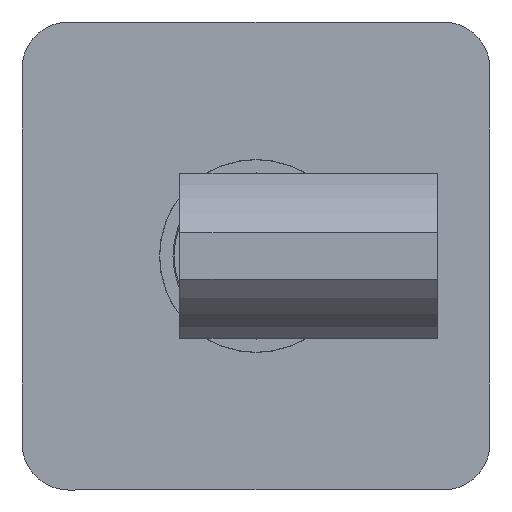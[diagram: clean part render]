
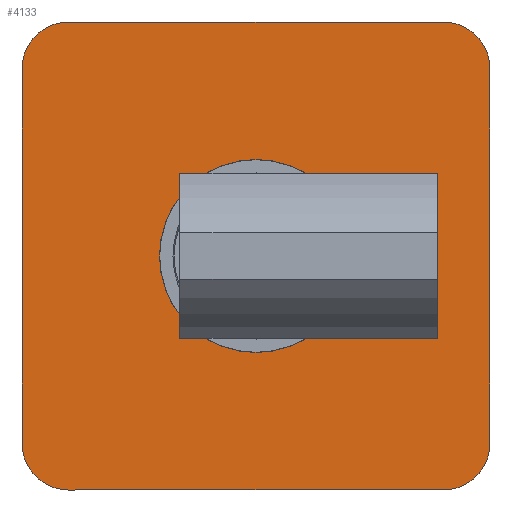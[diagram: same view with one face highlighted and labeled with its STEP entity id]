
A CAD part, front view. The second image highlights one B-rep face of the part: STEP entity #4133.
In plain terms, the highlighted planar face has unit normal (0, -1, 0).
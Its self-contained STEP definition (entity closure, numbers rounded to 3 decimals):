
#18 = CIRCLE ( 'NONE', #3614, 4. ) ;
#54 = EDGE_CURVE ( 'NONE', #2514, #1474, #992, .T. ) ;
#70 = CARTESIAN_POINT ( 'NONE',  ( -16., -3.3, 20. ) ) ;
#95 = CARTESIAN_POINT ( 'NONE',  ( 20., -3.3, -16. ) ) ;
#110 = CARTESIAN_POINT ( 'NONE',  ( 0., -3.3, 8.25 ) ) ;
#136 = DIRECTION ( 'NONE',  ( 0., 1., 0. ) ) ;
#154 = DIRECTION ( 'NONE',  ( 0., 0., -1. ) ) ;
#190 = ORIENTED_EDGE ( 'NONE', *, *, #677, .F. ) ;
#191 = CARTESIAN_POINT ( 'NONE',  ( -16., -3.3, -20. ) ) ;
#215 = DIRECTION ( 'NONE',  ( 0., 0., 1. ) ) ;
#262 = CARTESIAN_POINT ( 'NONE',  ( 16., -3.3, -16. ) ) ;
#289 = CARTESIAN_POINT ( 'NONE',  ( -20., -3.3, 2.965 ) ) ;
#302 = CARTESIAN_POINT ( 'NONE',  ( 16., -3.3, -20. ) ) ;
#348 = AXIS2_PLACEMENT_3D ( 'NONE', #262, #2566, #2897 ) ;
#396 = VERTEX_POINT ( 'NONE', #1228 ) ;
#425 = CIRCLE ( 'NONE', #4245, 8.25 ) ;
#442 = ORIENTED_EDGE ( 'NONE', *, *, #3899, .F. ) ;
#456 = DIRECTION ( 'NONE',  ( 0., 1., 0. ) ) ;
#469 = CARTESIAN_POINT ( 'NONE',  ( 16., -3.3, 16. ) ) ;
#609 = DIRECTION ( 'NONE',  ( 0., 0., -1. ) ) ;
#612 = DIRECTION ( 'NONE',  ( 0., 0., 1. ) ) ;
#677 = EDGE_CURVE ( 'NONE', #3334, #2514, #2215, .T. ) ;
#728 = CARTESIAN_POINT ( 'NONE',  ( 20., -3.3, 2.965 ) ) ;
#732 = DIRECTION ( 'NONE',  ( 0., 0., -1. ) ) ;
#762 = ORIENTED_EDGE ( 'NONE', *, *, #1259, .F. ) ;
#855 = CARTESIAN_POINT ( 'NONE',  ( 0., -3.3, 0. ) ) ;
#866 = AXIS2_PLACEMENT_3D ( 'NONE', #2217, #2541, #612 ) ;
#914 = ORIENTED_EDGE ( 'NONE', *, *, #4149, .F. ) ;
#929 = EDGE_CURVE ( 'NONE', #1768, #3334, #18, .T. ) ;
#954 = DIRECTION ( 'NONE',  ( 0., 0., -1. ) ) ;
#992 = CIRCLE ( 'NONE', #3208, 4. ) ;
#1008 = EDGE_CURVE ( 'NONE', #3069, #396, #1902, .T. ) ;
#1055 = CARTESIAN_POINT ( 'NONE',  ( 20., -3.3, 16. ) ) ;
#1073 = EDGE_CURVE ( 'NONE', #1474, #3763, #1552, .T. ) ;
#1119 = CARTESIAN_POINT ( 'NONE',  ( -16., -3.3, -16. ) ) ;
#1185 = FACE_OUTER_BOUND ( 'NONE', #1223, .T. ) ;
#1223 = EDGE_LOOP ( 'NONE', ( #3741, #3344, #2172, #190, #2717, #762, #442, #3275, #2571, #3976, #914, #1311 ) ) ;
#1228 = CARTESIAN_POINT ( 'NONE',  ( -16., -3.3, -20. ) ) ;
#1246 = VECTOR ( 'NONE', #1644, 1000. ) ;
#1259 = EDGE_CURVE ( 'NONE', #3952, #1768, #2725, .T. ) ;
#1299 = DIRECTION ( 'NONE',  ( 0., 0., 1. ) ) ;
#1311 = ORIENTED_EDGE ( 'NONE', *, *, #3158, .F. ) ;
#1345 = CARTESIAN_POINT ( 'NONE',  ( -20., -3.3, 16. ) ) ;
#1351 = DIRECTION ( 'NONE',  ( 0., -1., 0. ) ) ;
#1393 = VECTOR ( 'NONE', #3110, 1000. ) ;
#1436 = VERTEX_POINT ( 'NONE', #1792 ) ;
#1474 = VERTEX_POINT ( 'NONE', #3138 ) ;
#1552 = LINE ( 'NONE', #2598, #3251 ) ;
#1556 = EDGE_CURVE ( 'NONE', #1436, #2322, #2258, .T. ) ;
#1599 = VECTOR ( 'NONE', #2228, 1000. ) ;
#1644 = DIRECTION ( 'NONE',  ( 0., 0., 1. ) ) ;
#1693 = VECTOR ( 'NONE', #3147, 1000. ) ;
#1768 = VERTEX_POINT ( 'NONE', #1345 ) ;
#1792 = CARTESIAN_POINT ( 'NONE',  ( -20., -3.3, -16. ) ) ;
#1902 = LINE ( 'NONE', #191, #1599 ) ;
#1945 = CARTESIAN_POINT ( 'NONE',  ( 0., -3.3, 0. ) ) ;
#2008 = VERTEX_POINT ( 'NONE', #2129 ) ;
#2013 = EDGE_CURVE ( 'NONE', #396, #1436, #3613, .T. ) ;
#2112 = LINE ( 'NONE', #3901, #2312 ) ;
#2115 = DIRECTION ( 'NONE',  ( 0., 0., -1. ) ) ;
#2129 = CARTESIAN_POINT ( 'NONE',  ( 0., -3.3, -8.25 ) ) ;
#2136 = AXIS2_PLACEMENT_3D ( 'NONE', #1119, #3449, #3432 ) ;
#2143 = CARTESIAN_POINT ( 'NONE',  ( -16., -3.3, 16. ) ) ;
#2172 = ORIENTED_EDGE ( 'NONE', *, *, #54, .F. ) ;
#2215 = LINE ( 'NONE', #70, #1693 ) ;
#2217 = CARTESIAN_POINT ( 'NONE',  ( -16., -3.3, 16. ) ) ;
#2228 = DIRECTION ( 'NONE',  ( -1., 0., 0. ) ) ;
#2247 = CIRCLE ( 'NONE', #348, 4. ) ;
#2258 = LINE ( 'NONE', #4147, #1393 ) ;
#2276 = EDGE_CURVE ( 'NONE', #2008, #2799, #425, .T. ) ;
#2312 = VECTOR ( 'NONE', #954, 1000. ) ;
#2322 = VERTEX_POINT ( 'NONE', #3805 ) ;
#2433 = VECTOR ( 'NONE', #732, 1000. ) ;
#2514 = VERTEX_POINT ( 'NONE', #3897 ) ;
#2541 = DIRECTION ( 'NONE',  ( 0., 1., 0. ) ) ;
#2552 = EDGE_CURVE ( 'NONE', #2799, #2008, #3194, .T. ) ;
#2566 = DIRECTION ( 'NONE',  ( 0., 1., 0. ) ) ;
#2571 = ORIENTED_EDGE ( 'NONE', *, *, #2013, .F. ) ;
#2598 = CARTESIAN_POINT ( 'NONE',  ( 20., -3.3, 16. ) ) ;
#2687 = AXIS2_PLACEMENT_3D ( 'NONE', #1945, #1351, #1299 ) ;
#2698 = ORIENTED_EDGE ( 'NONE', *, *, #2552, .F. ) ;
#2717 = ORIENTED_EDGE ( 'NONE', *, *, #929, .F. ) ;
#2725 = LINE ( 'NONE', #4251, #1246 ) ;
#2759 = CARTESIAN_POINT ( 'NONE',  ( -16., -3.3, 20. ) ) ;
#2764 = VERTEX_POINT ( 'NONE', #95 ) ;
#2799 = VERTEX_POINT ( 'NONE', #110 ) ;
#2802 = DIRECTION ( 'NONE',  ( 0., -1., 0. ) ) ;
#2825 = EDGE_CURVE ( 'NONE', #3763, #3694, #3726, .T. ) ;
#2897 = DIRECTION ( 'NONE',  ( 0., 0., -1. ) ) ;
#3069 = VERTEX_POINT ( 'NONE', #302 ) ;
#3110 = DIRECTION ( 'NONE',  ( 0., 0., 1. ) ) ;
#3130 = FACE_BOUND ( 'NONE', #4139, .T. ) ;
#3138 = CARTESIAN_POINT ( 'NONE',  ( 20., -3.3, 16. ) ) ;
#3147 = DIRECTION ( 'NONE',  ( 1., 0., 0. ) ) ;
#3158 = EDGE_CURVE ( 'NONE', #3694, #2764, #2112, .T. ) ;
#3194 = CIRCLE ( 'NONE', #2687, 8.25 ) ;
#3208 = AXIS2_PLACEMENT_3D ( 'NONE', #469, #456, #154 ) ;
#3251 = VECTOR ( 'NONE', #609, 1000. ) ;
#3275 = ORIENTED_EDGE ( 'NONE', *, *, #1556, .F. ) ;
#3334 = VERTEX_POINT ( 'NONE', #2759 ) ;
#3344 = ORIENTED_EDGE ( 'NONE', *, *, #1073, .F. ) ;
#3404 = VECTOR ( 'NONE', #3768, 1000. ) ;
#3432 = DIRECTION ( 'NONE',  ( 0., 0., -1. ) ) ;
#3449 = DIRECTION ( 'NONE',  ( 0., 1., 0. ) ) ;
#3451 = CARTESIAN_POINT ( 'NONE',  ( -20., -3.3, 16. ) ) ;
#3531 = PLANE ( 'NONE',  #866 ) ;
#3601 = LINE ( 'NONE', #3451, #3404 ) ;
#3613 = CIRCLE ( 'NONE', #2136, 4. ) ;
#3614 = AXIS2_PLACEMENT_3D ( 'NONE', #2143, #136, #2115 ) ;
#3639 = CARTESIAN_POINT ( 'NONE',  ( 20., -3.3, -2.965 ) ) ;
#3694 = VERTEX_POINT ( 'NONE', #3639 ) ;
#3726 = LINE ( 'NONE', #1055, #2433 ) ;
#3741 = ORIENTED_EDGE ( 'NONE', *, *, #2825, .F. ) ;
#3752 = ORIENTED_EDGE ( 'NONE', *, *, #2276, .F. ) ;
#3763 = VERTEX_POINT ( 'NONE', #728 ) ;
#3768 = DIRECTION ( 'NONE',  ( 0., 0., 1. ) ) ;
#3805 = CARTESIAN_POINT ( 'NONE',  ( -20., -3.3, -2.965 ) ) ;
#3897 = CARTESIAN_POINT ( 'NONE',  ( 16., -3.3, 20. ) ) ;
#3899 = EDGE_CURVE ( 'NONE', #2322, #3952, #3601, .T. ) ;
#3901 = CARTESIAN_POINT ( 'NONE',  ( 20., -3.3, 16. ) ) ;
#3952 = VERTEX_POINT ( 'NONE', #289 ) ;
#3976 = ORIENTED_EDGE ( 'NONE', *, *, #1008, .F. ) ;
#4133 = ADVANCED_FACE ( 'NONE', ( #3130, #1185 ), #3531, .F. ) ;
#4139 = EDGE_LOOP ( 'NONE', ( #2698, #3752 ) ) ;
#4147 = CARTESIAN_POINT ( 'NONE',  ( -20., -3.3, 16. ) ) ;
#4149 = EDGE_CURVE ( 'NONE', #2764, #3069, #2247, .T. ) ;
#4245 = AXIS2_PLACEMENT_3D ( 'NONE', #855, #2802, #215 ) ;
#4251 = CARTESIAN_POINT ( 'NONE',  ( -20., -3.3, 16. ) ) ;
